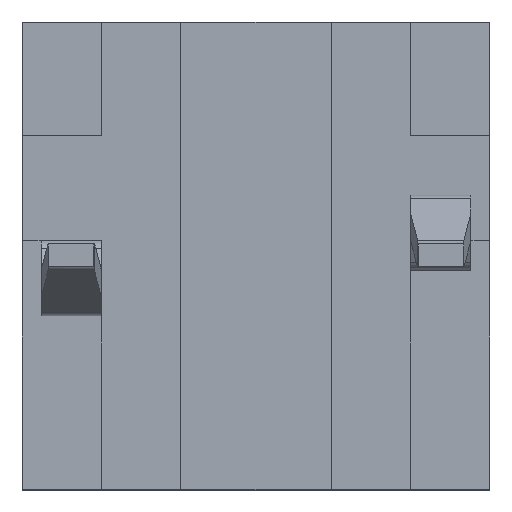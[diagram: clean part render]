
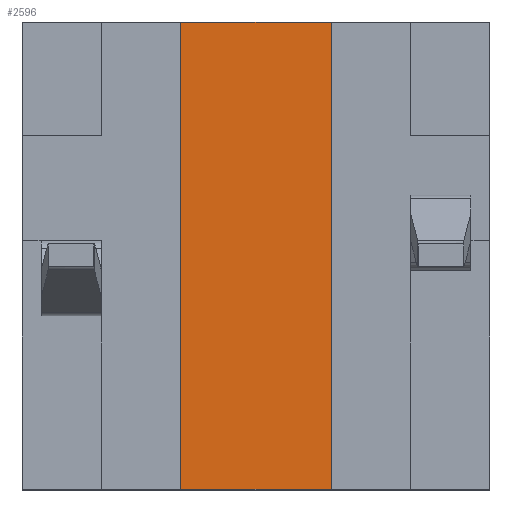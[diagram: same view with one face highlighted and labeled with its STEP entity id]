
A CAD part, top view. The second image highlights one B-rep face of the part: STEP entity #2596.
In plain terms, the highlighted planar face has unit normal (0, 0, 1).
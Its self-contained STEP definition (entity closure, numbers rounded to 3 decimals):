
#2557=CARTESIAN_POINT('',(0.0,0.,3.9));
#2558=DIRECTION('',(0.0,0.0,1.0));
#2559=DIRECTION('',(1.0,0.0,0.0));
#2560=AXIS2_PLACEMENT_3D('',#2557,#2558,#2559);
#2561=PLANE('',#2560);
#2562=CARTESIAN_POINT('',(1.0,-3.1,3.9));
#2563=VERTEX_POINT('',#2562);
#2564=CARTESIAN_POINT('',(-1.0,-3.1,3.9));
#2565=VERTEX_POINT('',#2564);
#2566=CARTESIAN_POINT('',(1.0,-3.1,3.9));
#2567=DIRECTION('',(-1.0,0.0,0.0));
#2568=VECTOR('',#2567,2.0);
#2569=LINE('',#2566,#2568);
#2570=EDGE_CURVE('',#2563,#2565,#2569,.T.);
#2571=ORIENTED_EDGE('',*,*,#2570,.F.);
#2572=CARTESIAN_POINT('',(1.,3.1,3.9));
#2573=VERTEX_POINT('',#2572);
#2574=CARTESIAN_POINT('',(1.0,-3.1,3.9));
#2575=DIRECTION('',(0.0,1.0,0.0));
#2576=VECTOR('',#2575,6.2);
#2577=LINE('',#2574,#2576);
#2578=EDGE_CURVE('',#2563,#2573,#2577,.T.);
#2579=ORIENTED_EDGE('',*,*,#2578,.T.);
#2580=CARTESIAN_POINT('',(-1.,3.1,3.9));
#2581=VERTEX_POINT('',#2580);
#2582=CARTESIAN_POINT('',(-1.,3.1,3.9));
#2583=DIRECTION('',(1.0,0.0,0.0));
#2584=VECTOR('',#2583,2.);
#2585=LINE('',#2582,#2584);
#2586=EDGE_CURVE('',#2581,#2573,#2585,.T.);
#2587=ORIENTED_EDGE('',*,*,#2586,.F.);
#2588=CARTESIAN_POINT('',(-1.,3.1,3.9));
#2589=DIRECTION('',(0.0,-1.0,0.0));
#2590=VECTOR('',#2589,6.2);
#2591=LINE('',#2588,#2590);
#2592=EDGE_CURVE('',#2581,#2565,#2591,.T.);
#2593=ORIENTED_EDGE('',*,*,#2592,.T.);
#2594=EDGE_LOOP('',(#2571,#2579,#2587,#2593));
#2595=FACE_OUTER_BOUND('',#2594,.T.);
#2596=ADVANCED_FACE('',(#2595),#2561,.T.);
